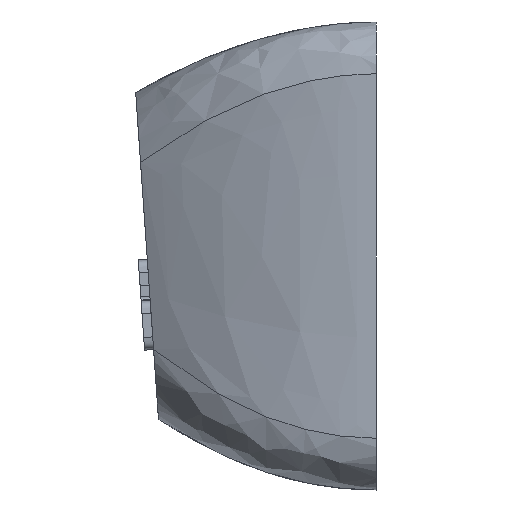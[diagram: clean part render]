
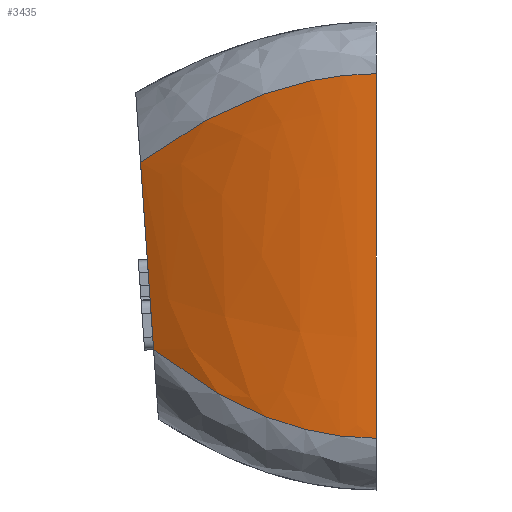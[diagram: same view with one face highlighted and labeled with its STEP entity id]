
A CAD part, left-side view. The second image highlights one B-rep face of the part: STEP entity #3435.
In plain terms, the highlighted free-form (B-spline) face has degree [3, 3] with [4, 4] control points.
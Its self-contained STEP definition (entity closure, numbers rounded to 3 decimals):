
#139=B_SPLINE_CURVE_WITH_KNOTS('',3,(#6207,#6208,#6209,#6210),
 .UNSPECIFIED.,.F.,.F.,(4,4),(0.,1.),.UNSPECIFIED.);
#140=B_SPLINE_CURVE_WITH_KNOTS('',3,(#6211,#6212,#6213,#6214),
 .UNSPECIFIED.,.F.,.F.,(4,4),(0.,1.),.UNSPECIFIED.);
#215=B_SPLINE_SURFACE_WITH_KNOTS('',3,3,((#6191,#6192,#6193,#6194),(#6195,
#6196,#6197,#6198),(#6199,#6200,#6201,#6202),(#6203,#6204,#6205,#6206)),
 .UNSPECIFIED.,.F.,.F.,.F.,(4,4),(4,4),(0.,1.),(0.,1.),.UNSPECIFIED.);
#322=FACE_OUTER_BOUND('',#515,.T.);
#515=EDGE_LOOP('',(#2673,#2674,#2675,#2676));
#762=LINE('',#6160,#1122);
#766=LINE('',#6177,#1126);
#1122=VECTOR('',#3939,10.);
#1126=VECTOR('',#3953,10.);
#1496=VERTEX_POINT('',#6158);
#1497=VERTEX_POINT('',#6159);
#1504=VERTEX_POINT('',#6175);
#1505=VERTEX_POINT('',#6176);
#1915=EDGE_CURVE('',#1496,#1497,#762,.T.);
#1923=EDGE_CURVE('',#1504,#1505,#766,.T.);
#1931=EDGE_CURVE('',#1505,#1497,#139,.T.);
#1932=EDGE_CURVE('',#1504,#1496,#140,.T.);
#2673=ORIENTED_EDGE('',*,*,#1923,.T.);
#2674=ORIENTED_EDGE('',*,*,#1931,.T.);
#2675=ORIENTED_EDGE('',*,*,#1915,.F.);
#2676=ORIENTED_EDGE('',*,*,#1932,.F.);
#3435=ADVANCED_FACE('',(#322),#215,.T.);
#3939=DIRECTION('',(0.,0.,-1.));
#3953=DIRECTION('',(0.,-0.07,-0.998));
#6158=CARTESIAN_POINT('',(0.,0.,16.1));
#6159=CARTESIAN_POINT('',(0.,0.,2.));
#6160=CARTESIAN_POINT('',(0.,0.,16.1));
#6175=CARTESIAN_POINT('',(2.7,9.12,12.669));
#6176=CARTESIAN_POINT('',(2.7,8.614,5.431));
#6177=CARTESIAN_POINT('',(2.7,9.12,12.669));
#6191=CARTESIAN_POINT('Ctrl Pts',(2.7,9.12,12.669));
#6192=CARTESIAN_POINT('Ctrl Pts',(0.9,6.08,14.956));
#6193=CARTESIAN_POINT('Ctrl Pts',(0.,2.956,
16.1));
#6194=CARTESIAN_POINT('Ctrl Pts',(0.,0.,16.1));
#6195=CARTESIAN_POINT('Ctrl Pts',(2.7,9.022,11.259));
#6196=CARTESIAN_POINT('Ctrl Pts',(0.939,6.014,13.324));
#6197=CARTESIAN_POINT('Ctrl Pts',(0.,2.956,
15.053));
#6198=CARTESIAN_POINT('Ctrl Pts',(0.,0.,15.053));
#6199=CARTESIAN_POINT('Ctrl Pts',(2.7,8.713,6.841));
#6200=CARTESIAN_POINT('Ctrl Pts',(0.939,5.808,4.776));
#6201=CARTESIAN_POINT('Ctrl Pts',(0.,2.956,
3.047));
#6202=CARTESIAN_POINT('Ctrl Pts',(0.,0.,3.047));
#6203=CARTESIAN_POINT('Ctrl Pts',(2.7,8.614,5.431));
#6204=CARTESIAN_POINT('Ctrl Pts',(0.9,5.743,3.144));
#6205=CARTESIAN_POINT('Ctrl Pts',(0.,2.956,
2.));
#6206=CARTESIAN_POINT('Ctrl Pts',(0.,0.,2.));
#6207=CARTESIAN_POINT('Ctrl Pts',(2.7,8.614,5.431));
#6208=CARTESIAN_POINT('Ctrl Pts',(0.9,5.743,3.144));
#6209=CARTESIAN_POINT('Ctrl Pts',(0.,2.956,
2.));
#6210=CARTESIAN_POINT('Ctrl Pts',(0.,0.,
2.));
#6211=CARTESIAN_POINT('Ctrl Pts',(2.7,9.12,12.669));
#6212=CARTESIAN_POINT('Ctrl Pts',(0.9,6.08,14.956));
#6213=CARTESIAN_POINT('Ctrl Pts',(0.,2.956,
16.1));
#6214=CARTESIAN_POINT('Ctrl Pts',(0.,0.,
16.1));
